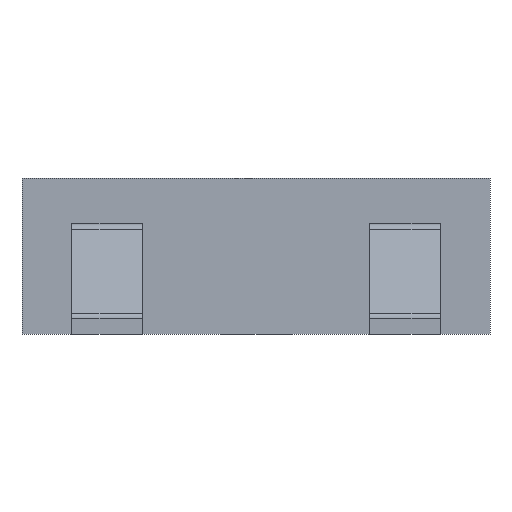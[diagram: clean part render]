
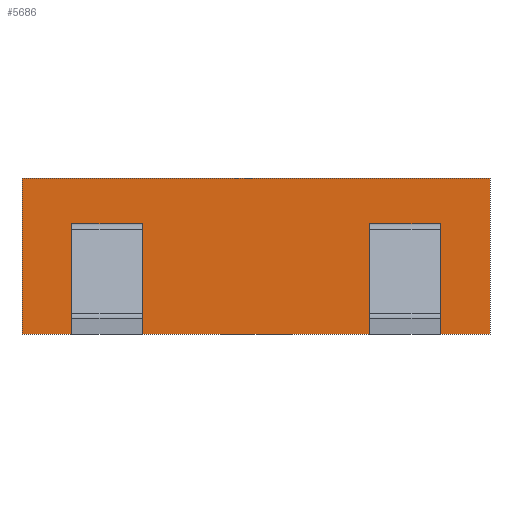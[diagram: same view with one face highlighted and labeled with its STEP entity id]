
A CAD part, left-side view. The second image highlights one B-rep face of the part: STEP entity #5686.
In plain terms, the highlighted planar face has unit normal (-1, 0, 0).
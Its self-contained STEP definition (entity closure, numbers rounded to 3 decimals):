
#4366 = VERTEX_POINT('',#4367);
#4367 = CARTESIAN_POINT('',(-0.675,-1.5,1.));
#4382 = VERTEX_POINT('',#4383);
#4383 = CARTESIAN_POINT('',(-0.675,1.5,1.));
#4389 = EDGE_CURVE('',#4366,#4382,#4390,.T.);
#4390 = LINE('',#4391,#4392);
#4391 = CARTESIAN_POINT('',(-0.675,-1.5,1.));
#4392 = VECTOR('',#4393,1.);
#4393 = DIRECTION('',(0.,1.,0.));
#4819 = VERTEX_POINT('',#4820);
#4820 = CARTESIAN_POINT('',(-0.675,1.18,0.706));
#4826 = EDGE_CURVE('',#4827,#4819,#4829,.T.);
#4827 = VERTEX_POINT('',#4828);
#4828 = CARTESIAN_POINT('',(-0.675,1.18,0.506));
#4829 = LINE('',#4830,#4831);
#4830 = CARTESIAN_POINT('',(-0.675,1.18,0.506));
#4831 = VECTOR('',#4832,1.);
#4832 = DIRECTION('',(0.,0.,1.));
#5062 = VERTEX_POINT('',#5063);
#5063 = CARTESIAN_POINT('',(-0.675,-0.73,0.706));
#5069 = EDGE_CURVE('',#5070,#5062,#5072,.T.);
#5070 = VERTEX_POINT('',#5071);
#5071 = CARTESIAN_POINT('',(-0.675,-0.73,0.506));
#5072 = LINE('',#5073,#5074);
#5073 = CARTESIAN_POINT('',(-0.675,-0.73,0.506));
#5074 = VECTOR('',#5075,1.);
#5075 = DIRECTION('',(0.,0.,1.));
#5168 = VERTEX_POINT('',#5169);
#5169 = CARTESIAN_POINT('',(-0.675,0.73,0.706));
#5175 = EDGE_CURVE('',#4819,#5168,#5176,.T.);
#5176 = LINE('',#5177,#5178);
#5177 = CARTESIAN_POINT('',(-0.675,1.18,0.706));
#5178 = VECTOR('',#5179,1.);
#5179 = DIRECTION('',(0.,-1.,0.));
#5564 = EDGE_CURVE('',#5565,#4827,#5567,.T.);
#5565 = VERTEX_POINT('',#5566);
#5566 = CARTESIAN_POINT('',(-0.675,0.73,0.506));
#5567 = LINE('',#5568,#5569);
#5568 = CARTESIAN_POINT('',(-0.675,0.73,0.506));
#5569 = VECTOR('',#5570,1.);
#5570 = DIRECTION('',(0.,1.,0.));
#5588 = VERTEX_POINT('',#5589);
#5589 = CARTESIAN_POINT('',(-0.675,-1.18,0.706));
#5595 = EDGE_CURVE('',#5062,#5588,#5596,.T.);
#5596 = LINE('',#5597,#5598);
#5597 = CARTESIAN_POINT('',(-0.675,-0.73,0.706));
#5598 = VECTOR('',#5599,1.);
#5599 = DIRECTION('',(0.,-1.,0.));
#5620 = VERTEX_POINT('',#5621);
#5621 = CARTESIAN_POINT('',(-0.675,-1.18,0.506));
#5627 = EDGE_CURVE('',#5588,#5620,#5628,.T.);
#5628 = LINE('',#5629,#5630);
#5629 = CARTESIAN_POINT('',(-0.675,-1.18,0.706));
#5630 = VECTOR('',#5631,1.);
#5631 = DIRECTION('',(0.,-0.,-1.));
#5644 = EDGE_CURVE('',#5620,#5070,#5645,.T.);
#5645 = LINE('',#5646,#5647);
#5646 = CARTESIAN_POINT('',(-0.675,-1.18,0.506));
#5647 = VECTOR('',#5648,1.);
#5648 = DIRECTION('',(0.,1.,0.));
#5660 = EDGE_CURVE('',#5661,#4366,#5663,.T.);
#5661 = VERTEX_POINT('',#5662);
#5662 = CARTESIAN_POINT('',(-0.675,-1.5,0.));
#5663 = LINE('',#5664,#5665);
#5664 = CARTESIAN_POINT('',(-0.675,-1.5,0.));
#5665 = VECTOR('',#5666,1.);
#5666 = DIRECTION('',(0.,0.,1.));
#5686 = ADVANCED_FACE('',(#5687,#5705,#5716),#5722,.T.);
#5687 = FACE_BOUND('',#5688,.T.);
#5688 = EDGE_LOOP('',(#5689,#5690,#5698,#5704));
#5689 = ORIENTED_EDGE('',*,*,#4389,.T.);
#5690 = ORIENTED_EDGE('',*,*,#5691,.F.);
#5691 = EDGE_CURVE('',#5692,#4382,#5694,.T.);
#5692 = VERTEX_POINT('',#5693);
#5693 = CARTESIAN_POINT('',(-0.675,1.5,0.));
#5694 = LINE('',#5695,#5696);
#5695 = CARTESIAN_POINT('',(-0.675,1.5,0.));
#5696 = VECTOR('',#5697,1.);
#5697 = DIRECTION('',(0.,0.,1.));
#5698 = ORIENTED_EDGE('',*,*,#5699,.F.);
#5699 = EDGE_CURVE('',#5661,#5692,#5700,.T.);
#5700 = LINE('',#5701,#5702);
#5701 = CARTESIAN_POINT('',(-0.675,-1.5,0.));
#5702 = VECTOR('',#5703,1.);
#5703 = DIRECTION('',(0.,1.,0.));
#5704 = ORIENTED_EDGE('',*,*,#5660,.T.);
#5705 = FACE_BOUND('',#5706,.T.);
#5706 = EDGE_LOOP('',(#5707,#5713,#5714,#5715));
#5707 = ORIENTED_EDGE('',*,*,#5708,.T.);
#5708 = EDGE_CURVE('',#5168,#5565,#5709,.T.);
#5709 = LINE('',#5710,#5711);
#5710 = CARTESIAN_POINT('',(-0.675,0.73,0.706));
#5711 = VECTOR('',#5712,1.);
#5712 = DIRECTION('',(0.,-0.,-1.));
#5713 = ORIENTED_EDGE('',*,*,#5564,.T.);
#5714 = ORIENTED_EDGE('',*,*,#4826,.T.);
#5715 = ORIENTED_EDGE('',*,*,#5175,.T.);
#5716 = FACE_BOUND('',#5717,.T.);
#5717 = EDGE_LOOP('',(#5718,#5719,#5720,#5721));
#5718 = ORIENTED_EDGE('',*,*,#5069,.T.);
#5719 = ORIENTED_EDGE('',*,*,#5595,.T.);
#5720 = ORIENTED_EDGE('',*,*,#5627,.T.);
#5721 = ORIENTED_EDGE('',*,*,#5644,.T.);
#5722 = PLANE('',#5723);
#5723 = AXIS2_PLACEMENT_3D('',#5724,#5725,#5726);
#5724 = CARTESIAN_POINT('',(-0.675,-1.5,0.));
#5725 = DIRECTION('',(-1.,0.,0.));
#5726 = DIRECTION('',(0.,-0.,-1.));
